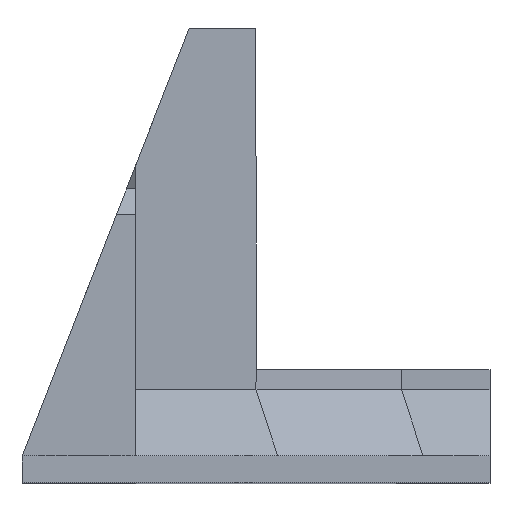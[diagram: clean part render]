
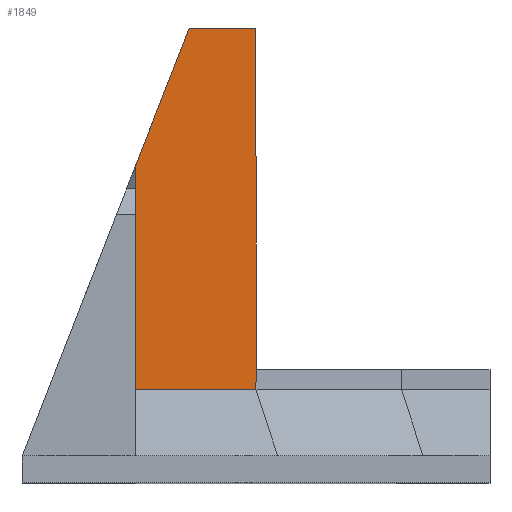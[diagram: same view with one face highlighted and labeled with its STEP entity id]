
A CAD part, top view. The second image highlights one B-rep face of the part: STEP entity #1849.
In plain terms, the highlighted planar face has unit normal (0, 0, 1).
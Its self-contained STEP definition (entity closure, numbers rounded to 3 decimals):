
#29 = ORIENTED_EDGE ( 'NONE', *, *, #171, .T. ) ;
#39 = VECTOR ( 'NONE', #2006, 1000. ) ;
#58 = VECTOR ( 'NONE', #585, 1000. ) ;
#150 = EDGE_CURVE ( 'NONE', #531, #2856, #2456, .T. ) ;
#162 = VERTEX_POINT ( 'NONE', #2254 ) ;
#171 = EDGE_CURVE ( 'NONE', #1326, #162, #564, .T. ) ;
#303 = ORIENTED_EDGE ( 'NONE', *, *, #1146, .T. ) ;
#326 = DIRECTION ( 'NONE',  ( 0., -1., 0. ) ) ;
#345 = AXIS2_PLACEMENT_3D ( 'NONE', #1268, #1771, #2686 ) ;
#531 = VERTEX_POINT ( 'NONE', #2335 ) ;
#540 = CARTESIAN_POINT ( 'NONE',  ( -18., 47.52, -9. ) ) ;
#561 = VERTEX_POINT ( 'NONE', #2101 ) ;
#564 = LINE ( 'NONE', #1522, #39 ) ;
#585 = DIRECTION ( 'NONE',  ( 0., -1., 0. ) ) ;
#604 = VECTOR ( 'NONE', #1345, 1000. ) ;
#735 = CARTESIAN_POINT ( 'NONE',  ( 0., 17., -9. ) ) ;
#780 = LINE ( 'NONE', #1247, #1719 ) ;
#819 = FACE_OUTER_BOUND ( 'NONE', #1195, .T. ) ;
#840 = CARTESIAN_POINT ( 'NONE',  ( 0., 68., -9. ) ) ;
#846 = LINE ( 'NONE', #1998, #2295 ) ;
#874 = EDGE_CURVE ( 'NONE', #561, #531, #1836, .T. ) ;
#896 = CARTESIAN_POINT ( 'NONE',  ( -18., 14., -9. ) ) ;
#1048 = DIRECTION ( 'NONE',  ( 0., -1., 0. ) ) ;
#1083 = ORIENTED_EDGE ( 'NONE', *, *, #874, .F. ) ;
#1102 = CARTESIAN_POINT ( 'NONE',  ( 0., 68., -9. ) ) ;
#1146 = EDGE_CURVE ( 'NONE', #2292, #1326, #846, .T. ) ;
#1195 = EDGE_LOOP ( 'NONE', ( #303, #29, #1627, #2192, #1083, #1351 ) ) ;
#1211 = DIRECTION ( 'NONE',  ( 0.364, 0.931, 0. ) ) ;
#1247 = CARTESIAN_POINT ( 'NONE',  ( -35., 4., -9. ) ) ;
#1268 = CARTESIAN_POINT ( 'NONE',  ( 0., 68., -9. ) ) ;
#1326 = VERTEX_POINT ( 'NONE', #896 ) ;
#1345 = DIRECTION ( 'NONE',  ( 1., 0., 0. ) ) ;
#1351 = ORIENTED_EDGE ( 'NONE', *, *, #2261, .F. ) ;
#1520 = EDGE_CURVE ( 'NONE', #2856, #162, #1572, .T. ) ;
#1522 = CARTESIAN_POINT ( 'NONE',  ( 0., 14., -9. ) ) ;
#1572 = LINE ( 'NONE', #1102, #58 ) ;
#1627 = ORIENTED_EDGE ( 'NONE', *, *, #1520, .F. ) ;
#1719 = VECTOR ( 'NONE', #1211, 1000. ) ;
#1771 = DIRECTION ( 'NONE',  ( 0., 0., -1. ) ) ;
#1836 = LINE ( 'NONE', #2505, #604 ) ;
#1849 = ADVANCED_FACE ( 'NONE', ( #819 ), #1986, .F. ) ;
#1986 = PLANE ( 'NONE',  #345 ) ;
#1998 = CARTESIAN_POINT ( 'NONE',  ( -18., 68., -9. ) ) ;
#2006 = DIRECTION ( 'NONE',  ( 1., 0., 0. ) ) ;
#2101 = CARTESIAN_POINT ( 'NONE',  ( -10., 68., -9. ) ) ;
#2192 = ORIENTED_EDGE ( 'NONE', *, *, #150, .F. ) ;
#2254 = CARTESIAN_POINT ( 'NONE',  ( 0., 14., -9. ) ) ;
#2261 = EDGE_CURVE ( 'NONE', #2292, #561, #780, .T. ) ;
#2292 = VERTEX_POINT ( 'NONE', #540 ) ;
#2295 = VECTOR ( 'NONE', #1048, 1000. ) ;
#2331 = VECTOR ( 'NONE', #326, 1000. ) ;
#2335 = CARTESIAN_POINT ( 'NONE',  ( 0., 68., -9. ) ) ;
#2456 = LINE ( 'NONE', #840, #2331 ) ;
#2505 = CARTESIAN_POINT ( 'NONE',  ( 0., 68., -9. ) ) ;
#2686 = DIRECTION ( 'NONE',  ( -1., 0., 0. ) ) ;
#2856 = VERTEX_POINT ( 'NONE', #735 ) ;
